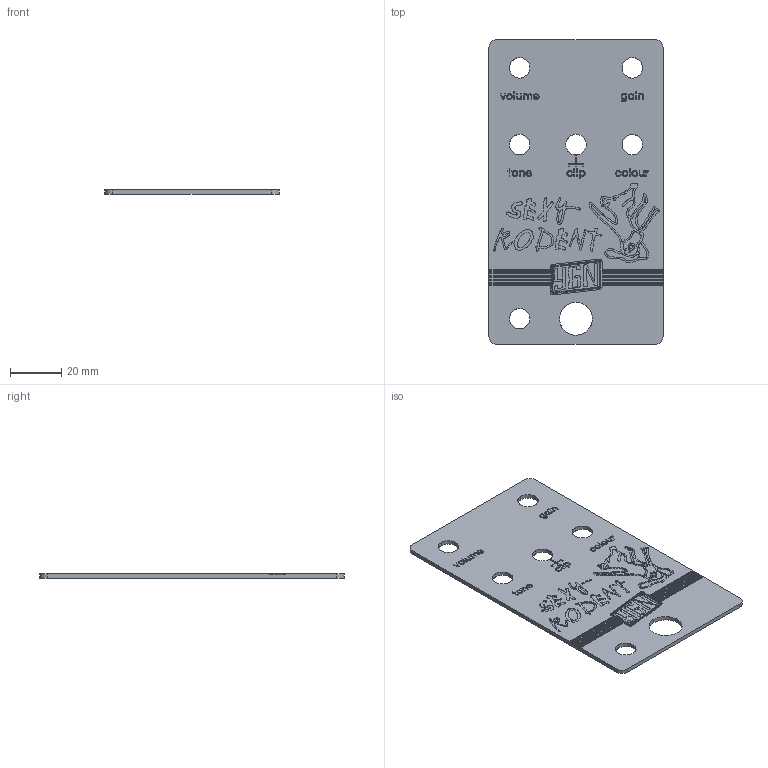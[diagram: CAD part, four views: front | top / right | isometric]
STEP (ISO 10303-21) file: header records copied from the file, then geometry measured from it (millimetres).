
FILE_DESCRIPTION(('FreeCAD Model'),'2;1');
FILE_NAME('Open CASCADE Shape Model','2023-07-14T11:49:02',(''),(''), 'Open CASCADE STEP processor 7.6','FreeCAD','Unknown');
FILE_SCHEMA(('AUTOMOTIVE_DESIGN { 1 0 10303 214 1 1 1 1 }'));
Products named in the file (1): Body
Bounding box: 68 x 119 x 1.6 mm (x, y, z)
Volume: 12112.4 mm3; surface area: 16643.9 mm2
Topology: 1 solids, 1 shells, 1632 faces, 4692 edges, 3128 vertices
Faces by surface type: extrusion 1539, plane 89, cylinder 4
Entity records: 59135 total; most frequent: CARTESIAN_POINT 22470, ORIENTED_EDGE 9384, EDGE_CURVE 4692, B_SPLINE_CURVE_WITH_KNOTS 4645, DIRECTION 3313, VERTEX_POINT 3128, VECTOR 3109, FACE_BOUND 1712
